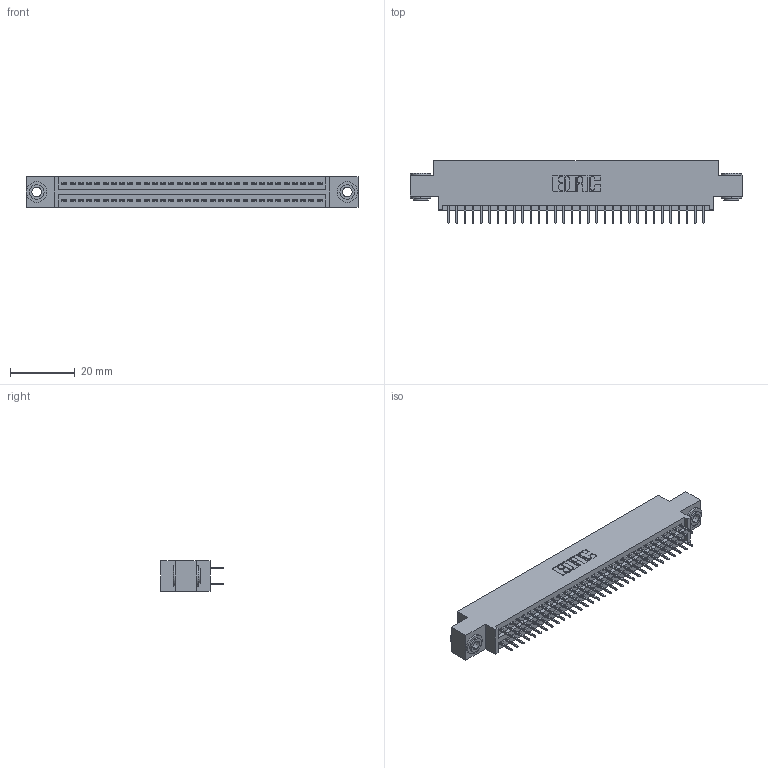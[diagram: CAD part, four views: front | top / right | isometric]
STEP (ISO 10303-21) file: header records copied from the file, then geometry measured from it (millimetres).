
FILE_DESCRIPTION (( 'STEP AP203' ), '1' );
FILE_NAME ('345-064-524-803.STEP', '2019-10-30T13:50:13', ( '' ), ( '' ), 'SwSTEP 2.0', 'SolidWorks 2016', '' );
FILE_SCHEMA (( 'CONFIG_CONTROL_DESIGN' ));
Length unit declared in the file: inch
Products named in the file (4): 345-292-001_345-293-124; 345-064-524-803; 345 Part_0.170 Offset - 0.156 Dia-TH; 345-250-002_345-250-002-102
Assembly tree (67 placements, depth 2):
  345-064-524-803
    345 Part_0.170 Offset - 0.156 Dia-TH
    345-292-001_345-293-124  x64
    345-250-002_345-250-002-102  x2
Bounding box: 102.49 x 19.35 x 9.4 mm (x, y, z)
Volume: 9672.2 mm3; surface area: 14196.2 mm2
Topology: 67 solids, 67 shells, 3624 faces, 10221 edges, 6554 vertices
Faces by surface type: plane 2590, cylinder 1026, cone 8
Entity records: 27310 total; most frequent: CARTESIAN_POINT 4563, ORIENTED_EDGE 4490, DIRECTION 4067, EDGE_CURVE 2245, VECTOR 1965, LINE 1965, VERTEX_POINT 1490, AXIS2_PLACEMENT_3D 1051
